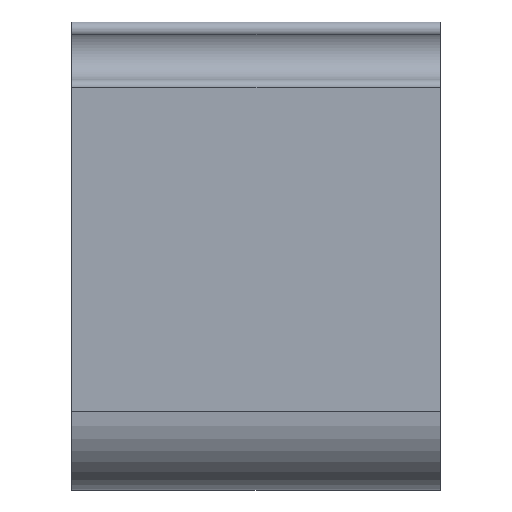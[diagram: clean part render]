
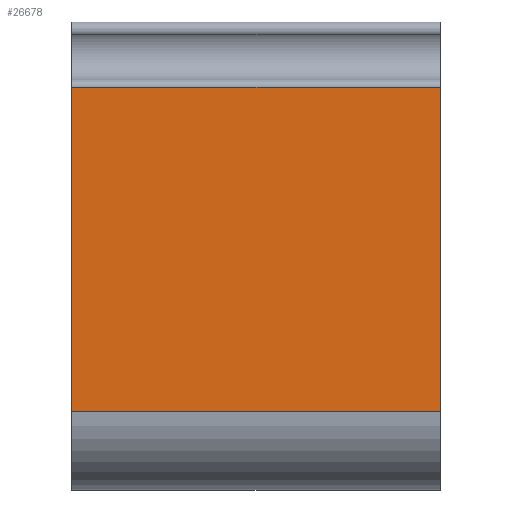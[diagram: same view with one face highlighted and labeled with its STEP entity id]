
A CAD part, left-side view. The second image highlights one B-rep face of the part: STEP entity #26678.
In plain terms, the highlighted planar face has unit normal (-1, 0, 0).
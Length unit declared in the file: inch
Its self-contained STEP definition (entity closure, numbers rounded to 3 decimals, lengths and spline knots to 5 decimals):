
#35 = EDGE_CURVE ( 'NONE', #11314, #25166, #12255, .T. ) ;
#203 = ORIENTED_EDGE ( 'NONE', *, *, #25636, .T. ) ;
#720 = PLANE ( 'NONE',  #26258 ) ;
#1188 = VECTOR ( 'NONE', #20968, 39.37008 ) ;
#1412 = ORIENTED_EDGE ( 'NONE', *, *, #13697, .T. ) ;
#1677 = CARTESIAN_POINT ( 'NONE',  ( -2.137, 0.03561, -1.08031 ) ) ;
#3828 = DIRECTION ( 'NONE',  ( 0., 0., 1. ) ) ;
#4521 = LINE ( 'NONE', #16216, #6455 ) ;
#5298 = CARTESIAN_POINT ( 'NONE',  ( -2.137, 0.62611, -1.08031 ) ) ;
#6455 = VECTOR ( 'NONE', #3828, 39.37008 ) ;
#6669 = EDGE_LOOP ( 'NONE', ( #1412, #22575, #15023, #203 ) ) ;
#7937 = VECTOR ( 'NONE', #25963, 39.37008 ) ;
#9103 = CARTESIAN_POINT ( 'NONE',  ( -2.137, 1.21661, -2.12047 ) ) ;
#9902 = CARTESIAN_POINT ( 'NONE',  ( -2.137, 1.21661, -2.37047 ) ) ;
#10137 = CARTESIAN_POINT ( 'NONE',  ( -2.137, 1.21661, -1.08031 ) ) ;
#11314 = VERTEX_POINT ( 'NONE', #9103 ) ;
#11990 = DIRECTION ( 'NONE',  ( 0., 0., 1. ) ) ;
#12255 = LINE ( 'NONE', #9902, #17113 ) ;
#12452 = EDGE_CURVE ( 'NONE', #25166, #19447, #13771, .T. ) ;
#13112 = DIRECTION ( 'NONE',  ( 0., -1., 0. ) ) ;
#13697 = EDGE_CURVE ( 'NONE', #25067, #19447, #4521, .T. ) ;
#13771 = LINE ( 'NONE', #5298, #7937 ) ;
#14148 = LINE ( 'NONE', #26882, #1188 ) ;
#15023 = ORIENTED_EDGE ( 'NONE', *, *, #35, .F. ) ;
#16216 = CARTESIAN_POINT ( 'NONE',  ( -2.137, 0.03561, -1.60039 ) ) ;
#17113 = VECTOR ( 'NONE', #11990, 39.37008 ) ;
#19124 = DIRECTION ( 'NONE',  ( -1., 0., 0. ) ) ;
#19447 = VERTEX_POINT ( 'NONE', #1677 ) ;
#20968 = DIRECTION ( 'NONE',  ( 0., -1., 0. ) ) ;
#21399 = CARTESIAN_POINT ( 'NONE',  ( -2.137, 1.21661, -2.12047 ) ) ;
#21789 = CARTESIAN_POINT ( 'NONE',  ( -2.137, 0.03561, -2.12047 ) ) ;
#22575 = ORIENTED_EDGE ( 'NONE', *, *, #12452, .F. ) ;
#24190 = FACE_OUTER_BOUND ( 'NONE', #6669, .T. ) ;
#25067 = VERTEX_POINT ( 'NONE', #21789 ) ;
#25166 = VERTEX_POINT ( 'NONE', #10137 ) ;
#25636 = EDGE_CURVE ( 'NONE', #11314, #25067, #14148, .T. ) ;
#25963 = DIRECTION ( 'NONE',  ( 0., -1., 0. ) ) ;
#26258 = AXIS2_PLACEMENT_3D ( 'NONE', #21399, #19124, #13112 ) ;
#26678 = ADVANCED_FACE ( 'NONE', ( #24190 ), #720, .T. ) ;
#26882 = CARTESIAN_POINT ( 'NONE',  ( -2.137, 0.62611, -2.12047 ) ) ;
